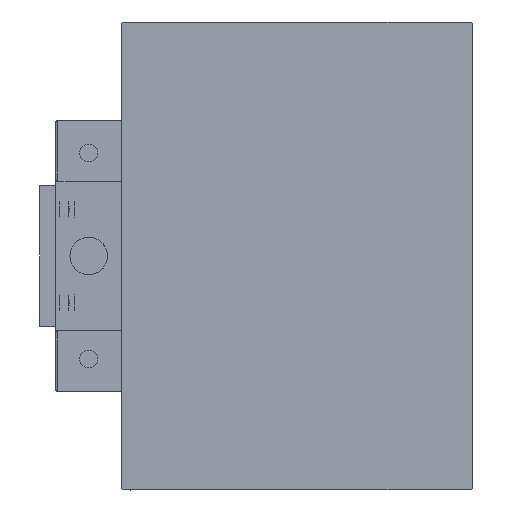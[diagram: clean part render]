
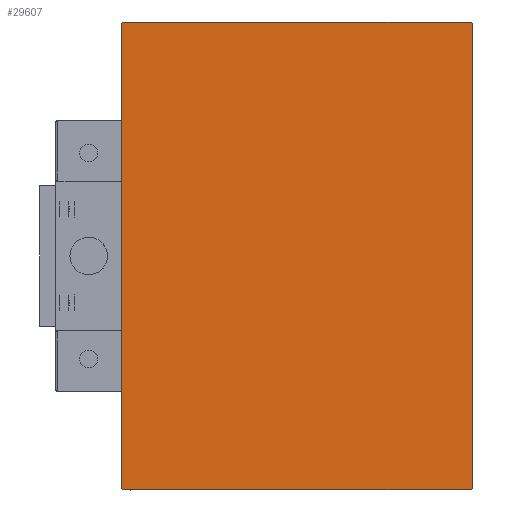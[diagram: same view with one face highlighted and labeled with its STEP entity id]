
A CAD part, left-side view. The second image highlights one B-rep face of the part: STEP entity #29607.
In plain terms, the highlighted face is planar.
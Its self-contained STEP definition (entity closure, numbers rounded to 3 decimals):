
#408 = CARTESIAN_POINT ( 'NONE',  ( 273., 0., 0. ) ) ;
#497 = LINE ( 'NONE', #16124, #9696 ) ;
#903 = DIRECTION ( 'NONE',  ( 0., 0., -1. ) ) ;
#998 = DIRECTION ( 'NONE',  ( 0., 1., 0. ) ) ;
#1002 = VECTOR ( 'NONE', #44783, 1000. ) ;
#1148 = VERTEX_POINT ( 'NONE', #6578 ) ;
#3195 = VERTEX_POINT ( 'NONE', #29867 ) ;
#3984 = CARTESIAN_POINT ( 'NONE',  ( 273., 37.2, 50. ) ) ;
#3993 = EDGE_CURVE ( 'NONE', #37958, #47026, #497, .T. ) ;
#6019 = LINE ( 'NONE', #37061, #19504 ) ;
#6578 = CARTESIAN_POINT ( 'NONE',  ( 273., -37.5, -49.7 ) ) ;
#7083 = EDGE_CURVE ( 'NONE', #7579, #3195, #33798, .T. ) ;
#7579 = VERTEX_POINT ( 'NONE', #39364 ) ;
#8092 = FACE_OUTER_BOUND ( 'NONE', #40752, .T. ) ;
#8945 = ORIENTED_EDGE ( 'NONE', *, *, #28291, .T. ) ;
#9576 = ORIENTED_EDGE ( 'NONE', *, *, #7083, .T. ) ;
#9696 = VECTOR ( 'NONE', #998, 1000. ) ;
#12302 = EDGE_CURVE ( 'NONE', #30818, #18528, #6019, .T. ) ;
#12321 = EDGE_CURVE ( 'NONE', #3195, #28491, #48633, .T. ) ;
#13740 = CARTESIAN_POINT ( 'NONE',  ( 273., -37.2, -50. ) ) ;
#16124 = CARTESIAN_POINT ( 'NONE',  ( 273., -37.5, -50. ) ) ;
#18498 = EDGE_CURVE ( 'NONE', #28491, #30818, #50705, .T. ) ;
#18528 = VERTEX_POINT ( 'NONE', #47107 ) ;
#18861 = VECTOR ( 'NONE', #33923, 1000. ) ;
#18882 = DIRECTION ( 'NONE',  ( 0., -1., 0. ) ) ;
#19504 = VECTOR ( 'NONE', #49136, 1000. ) ;
#19860 = AXIS2_PLACEMENT_3D ( 'NONE', #408, #36031, #903 ) ;
#20609 = EDGE_CURVE ( 'NONE', #18528, #1148, #49099, .T. ) ;
#21675 = CARTESIAN_POINT ( 'NONE',  ( 273., 43.6, 43.6 ) ) ;
#21709 = CARTESIAN_POINT ( 'NONE',  ( 273., 43.6, -43.6 ) ) ;
#21965 = LINE ( 'NONE', #21709, #1002 ) ;
#22793 = VECTOR ( 'NONE', #33199, 1000. ) ;
#22912 = LINE ( 'NONE', #27507, #46777 ) ;
#23242 = CARTESIAN_POINT ( 'NONE',  ( 273., 37.5, 50. ) ) ;
#23736 = PLANE ( 'NONE',  #19860 ) ;
#24510 = VECTOR ( 'NONE', #18882, 1000. ) ;
#25338 = DIRECTION ( 'NONE',  ( 0., 0., 1. ) ) ;
#27081 = ORIENTED_EDGE ( 'NONE', *, *, #20609, .T. ) ;
#27507 = CARTESIAN_POINT ( 'NONE',  ( 273., -43.6, -43.6 ) ) ;
#28291 = EDGE_CURVE ( 'NONE', #47026, #7579, #21965, .T. ) ;
#28491 = VERTEX_POINT ( 'NONE', #3984 ) ;
#28506 = ORIENTED_EDGE ( 'NONE', *, *, #3993, .T. ) ;
#29607 = ADVANCED_FACE ( 'NONE', ( #8092 ), #23736, .T. ) ;
#29867 = CARTESIAN_POINT ( 'NONE',  ( 273., 37.5, 49.7 ) ) ;
#30818 = VERTEX_POINT ( 'NONE', #42334 ) ;
#33199 = DIRECTION ( 'NONE',  ( 0., -0.707, 0.707 ) ) ;
#33667 = CARTESIAN_POINT ( 'NONE',  ( 273., -37.5, 50. ) ) ;
#33798 = LINE ( 'NONE', #45861, #46346 ) ;
#33923 = DIRECTION ( 'NONE',  ( 0., 0., -1. ) ) ;
#35443 = ORIENTED_EDGE ( 'NONE', *, *, #12321, .T. ) ;
#36031 = DIRECTION ( 'NONE',  ( 1., 0., 0. ) ) ;
#37061 = CARTESIAN_POINT ( 'NONE',  ( 273., -43.6, 43.6 ) ) ;
#37958 = VERTEX_POINT ( 'NONE', #13740 ) ;
#38483 = ORIENTED_EDGE ( 'NONE', *, *, #12302, .T. ) ;
#38970 = ORIENTED_EDGE ( 'NONE', *, *, #18498, .T. ) ;
#39364 = CARTESIAN_POINT ( 'NONE',  ( 273., 37.5, -49.7 ) ) ;
#40752 = EDGE_LOOP ( 'NONE', ( #28506, #8945, #9576, #35443, #38970, #38483, #27081, #43855 ) ) ;
#40821 = EDGE_CURVE ( 'NONE', #1148, #37958, #22912, .T. ) ;
#42334 = CARTESIAN_POINT ( 'NONE',  ( 273., -37.2, 50. ) ) ;
#43855 = ORIENTED_EDGE ( 'NONE', *, *, #40821, .T. ) ;
#44783 = DIRECTION ( 'NONE',  ( 0., 0.707, 0.707 ) ) ;
#45861 = CARTESIAN_POINT ( 'NONE',  ( 273., 37.5, -50. ) ) ;
#46346 = VECTOR ( 'NONE', #25338, 1000. ) ;
#46516 = DIRECTION ( 'NONE',  ( 0., 0.707, -0.707 ) ) ;
#46777 = VECTOR ( 'NONE', #46516, 1000. ) ;
#47026 = VERTEX_POINT ( 'NONE', #49861 ) ;
#47107 = CARTESIAN_POINT ( 'NONE',  ( 273., -37.5, 49.7 ) ) ;
#48633 = LINE ( 'NONE', #21675, #22793 ) ;
#49099 = LINE ( 'NONE', #33667, #18861 ) ;
#49136 = DIRECTION ( 'NONE',  ( 0., -0.707, -0.707 ) ) ;
#49861 = CARTESIAN_POINT ( 'NONE',  ( 273., 37.2, -50. ) ) ;
#50705 = LINE ( 'NONE', #23242, #24510 ) ;
